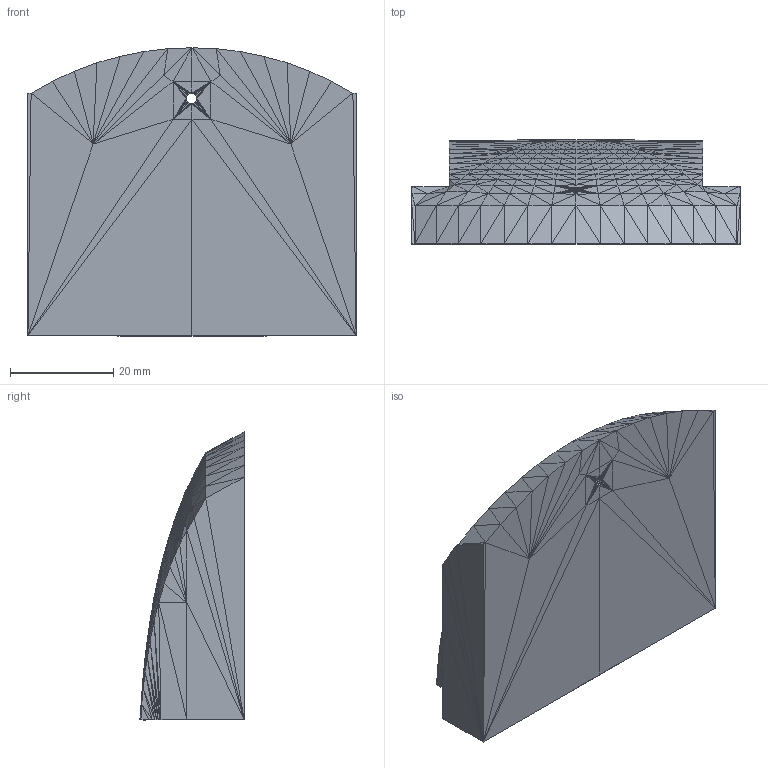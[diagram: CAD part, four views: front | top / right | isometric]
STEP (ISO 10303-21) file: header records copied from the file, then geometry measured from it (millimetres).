
FILE_DESCRIPTION(('FreeCAD Model'),'2;1');
FILE_NAME('Open CASCADE Shape Model','2022-12-08T11:37:18',('Author'),( ''),'Open CASCADE STEP processor 7.5','FreeCAD','Unknown');
FILE_SCHEMA(('AUTOMOTIVE_DESIGN { 1 0 10303 214 1 1 1 1 }'));
Products named in the file (1): InteralMantaResinCase_20221208001 (Solid)
Bounding box: 63.49 x 20.16 x 55.8 mm (x, y, z)
Volume: 8268.5 mm3; surface area: 16734.2 mm2
Topology: 1 solids, 1 shells, 1260 faces, 1890 edges, 628 vertices
Faces by surface type: plane 1260
Entity records: 47276 total; most frequent: CARTESIAN_POINT 9449, DIRECTION 6302, ORIENTED_EDGE 3780, LINE 3780, VECTOR 3780, PCURVE 3780, DEFINITIONAL_REPRESENTATION 3780, EDGE_CURVE 1890
